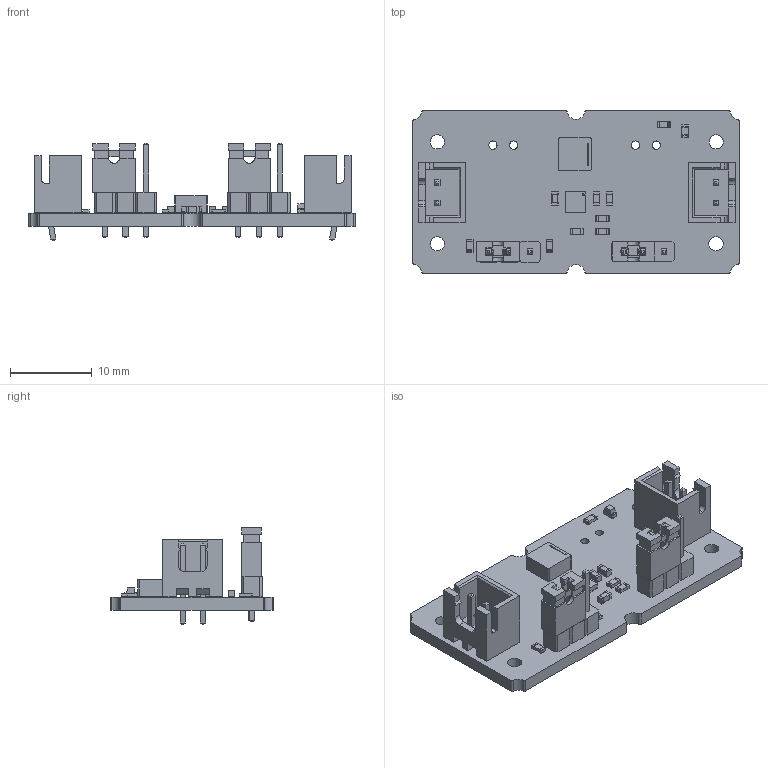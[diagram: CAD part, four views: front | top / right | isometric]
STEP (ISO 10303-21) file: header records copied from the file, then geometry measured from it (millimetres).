
FILE_DESCRIPTION(('KiCad electronic assembly'),'2;1');
FILE_NAME('B-TPS63030-Brk-01Mbr-R01.step','2024-08-01T16:41:22',( 'Pcbnew'),('Kicad'),'Open CASCADE STEP processor 7.8', 'KiCad to STEP converter','Unknown');
FILE_SCHEMA(('AUTOMOTIVE_DESIGN { 1 0 10303 214 1 1 1 1 }'));
Length unit declared in the file: millimetre
Products named in the file (18): B-TPS63030-Brk-01Mbr-R01 1; PinHeader_1x03_P2.54mm_Vertical; PinHeader_1x03_P254mm_Vertical; Jumper; LED_0603_1608Metric; JST_XH_B2B-XH-A_1x02_P2.50mm_Vertical; JST_B2B_XH_A; R_0603_1608Metric; C_0603_1608Metric; XFL4020-102MEC; WSON-10-1EP_2.5x2.5mm_P0.5mm_EP1.2x2mm; CQ assembly; B-TPS63030-Brk-01Mbr-R01_PCB
Assembly tree (27 placements, depth 3):
  B-TPS63030-Brk-01Mbr-R01 1
    PinHeader_1x03_P2.54mm_Vertical  x2
      PinHeader_1x03_P254mm_Vertical
    Jumper  x2
      Jumper
    LED_0603_1608Metric
      LED_0603_1608Metric
    JST_XH_B2B-XH-A_1x02_P2.50mm_Vertical  x2
      JST_B2B_XH_A
    R_0603_1608Metric  x5
      R_0603_1608Metric
    C_0603_1608Metric  x4
      C_0603_1608Metric
    XFL4020-102MEC
      XFL4020-102MEC
    WSON-10-1EP_2.5x2.5mm_P0.5mm_EP1.2x2mm
      CQ assembly
    B-TPS63030-Brk-01Mbr-R01_PCB
Bounding box: 40 x 20 x 11.94 mm (x, y, z)
Volume: 1791.5 mm3; surface area: 3555.3 mm2
Topology: 36 solids, 36 shells, 1167 faces, 2910 edges, 1844 vertices
Faces by surface type: plane 938, cylinder 229
Full cylindrical faces by diameter (mm): 0.25 x1, 1 x4, 1.016 x10, 1.75 x4
Entity records: 22275 total; most frequent: CARTESIAN_POINT 3270, DIRECTION 3181, ORIENTED_EDGE 3178, EDGE_CURVE 1589, LINE 1335, VECTOR 1335, VERTEX_POINT 1012, AXIS2_PLACEMENT_3D 923
